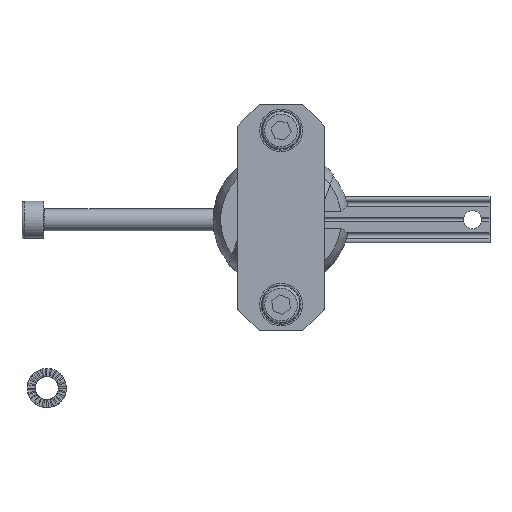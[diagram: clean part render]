
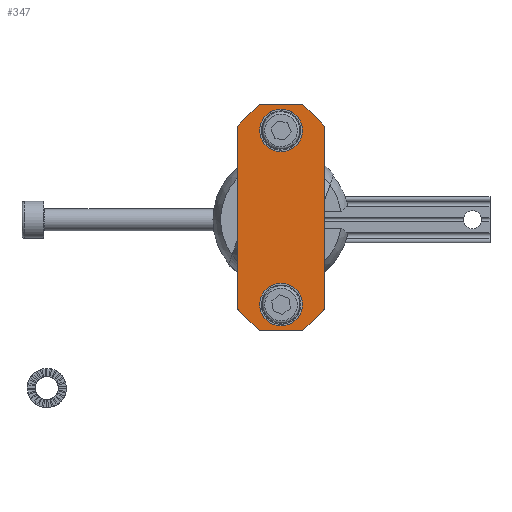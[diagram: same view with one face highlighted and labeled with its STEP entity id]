
A CAD part, top view. The second image highlights one B-rep face of the part: STEP entity #347.
In plain terms, the highlighted planar face has unit normal (0, 0, 1).
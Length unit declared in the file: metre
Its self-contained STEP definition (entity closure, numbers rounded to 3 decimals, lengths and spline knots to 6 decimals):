
#347 = ADVANCED_FACE( '', ( #778, #779, #780 ), #781, .F. );
#778 = FACE_BOUND( '', #1432, .T. );
#779 = FACE_BOUND( '', #1433, .T. );
#780 = FACE_OUTER_BOUND( '', #1434, .T. );
#781 = PLANE( '', #1435 );
#1432 = EDGE_LOOP( '', ( #2244 ) );
#1433 = EDGE_LOOP( '', ( #2245 ) );
#1434 = EDGE_LOOP( '', ( #2246, #2247, #2248, #2249, #2250, #2251, #2252, #2253 ) );
#1435 = AXIS2_PLACEMENT_3D( '', #2254, #2255, #2256 );
#2244 = ORIENTED_EDGE( '', *, *, #4783, .T. );
#2245 = ORIENTED_EDGE( '', *, *, #4784, .T. );
#2246 = ORIENTED_EDGE( '', *, *, #4754, .F. );
#2247 = ORIENTED_EDGE( '', *, *, #4749, .T. );
#2248 = ORIENTED_EDGE( '', *, *, #4693, .F. );
#2249 = ORIENTED_EDGE( '', *, *, #4764, .T. );
#2250 = ORIENTED_EDGE( '', *, *, #4785, .F. );
#2251 = ORIENTED_EDGE( '', *, *, #4705, .T. );
#2252 = ORIENTED_EDGE( '', *, *, #4767, .T. );
#2253 = ORIENTED_EDGE( '', *, *, #4757, .T. );
#2254 = CARTESIAN_POINT( '', ( 0.01, 0.0415, 0.0175 ) );
#2255 = DIRECTION( '', ( 0., 0., -1. ) );
#2256 = DIRECTION( '', ( 0., 1., 0. ) );
#4693 = EDGE_CURVE( '', #5568, #5569, #5570, .T. );
#4705 = EDGE_CURVE( '', #5593, #5591, #5594, .F. );
#4749 = EDGE_CURVE( '', #5673, #5569, #5674, .T. );
#4754 = EDGE_CURVE( '', #5673, #5681, #5682, .T. );
#4757 = EDGE_CURVE( '', #5686, #5681, #5687, .F. );
#4764 = EDGE_CURVE( '', #5568, #5696, #5698, .T. );
#4767 = EDGE_CURVE( '', #5591, #5686, #5702, .T. );
#4783 = EDGE_CURVE( '', #5729, #5729, #5730, .T. );
#4784 = EDGE_CURVE( '', #5731, #5731, #5732, .T. );
#4785 = EDGE_CURVE( '', #5593, #5696, #5733, .T. );
#5568 = VERTEX_POINT( '', #6967 );
#5569 = VERTEX_POINT( '', #6968 );
#5570 = LINE( '', #6969, #6970 );
#5591 = VERTEX_POINT( '', #6998 );
#5593 = VERTEX_POINT( '', #7001 );
#5594 = LINE( '', #7002, #7003 );
#5673 = VERTEX_POINT( '', #7127 );
#5674 = LINE( '', #7128, #7129 );
#5681 = VERTEX_POINT( '', #7140 );
#5682 = LINE( '', #7141, #7142 );
#5686 = VERTEX_POINT( '', #7148 );
#5687 = LINE( '', #7149, #7150 );
#5696 = VERTEX_POINT( '', #7164 );
#5698 = LINE( '', #7167, #7168 );
#5702 = LINE( '', #7173, #7174 );
#5729 = VERTEX_POINT( '', #7210 );
#5730 = CIRCLE( '', #7211, 0.0049 );
#5731 = VERTEX_POINT( '', #7212 );
#5732 = CIRCLE( '', #7213, 0.0049 );
#5733 = LINE( '', #7214, #7215 );
#6967 = CARTESIAN_POINT( '', ( 0.01, 0.0215, 0.0175 ) );
#6968 = CARTESIAN_POINT( '', ( 0.01, -0.0205, 0.0175 ) );
#6969 = CARTESIAN_POINT( '', ( 0.01, 0.0415, 0.0175 ) );
#6970 = VECTOR( '', #9021, 1. );
#6998 = CARTESIAN_POINT( '', ( -0.01, 0.0215, 0.0175 ) );
#7001 = CARTESIAN_POINT( '', ( -0.005, 0.0265, 0.0175 ) );
#7002 = CARTESIAN_POINT( '', ( -0.005, 0.0265, 0.0175 ) );
#7003 = VECTOR( '', #9039, 1. );
#7127 = CARTESIAN_POINT( '', ( 0.005, -0.0255, 0.0175 ) );
#7128 = CARTESIAN_POINT( '', ( 0.005, -0.0255, 0.0175 ) );
#7129 = VECTOR( '', #9121, 1. );
#7140 = CARTESIAN_POINT( '', ( -0.005, -0.0255, 0.0175 ) );
#7141 = CARTESIAN_POINT( '', ( 0.01, -0.0255, 0.0175 ) );
#7142 = VECTOR( '', #9126, 1. );
#7148 = CARTESIAN_POINT( '', ( -0.01, -0.0205, 0.0175 ) );
#7149 = CARTESIAN_POINT( '', ( -0.01, -0.0205, 0.0175 ) );
#7150 = VECTOR( '', #9129, 1. );
#7164 = CARTESIAN_POINT( '', ( 0.005, 0.0265, 0.0175 ) );
#7167 = CARTESIAN_POINT( '', ( 0.01, 0.0215, 0.0175 ) );
#7168 = VECTOR( '', #9136, 1. );
#7173 = CARTESIAN_POINT( '', ( -0.01, 0.0415, 0.0175 ) );
#7174 = VECTOR( '', #9141, 1. );
#7210 = CARTESIAN_POINT( '', ( 0., -0.0244, 0.0175 ) );
#7211 = AXIS2_PLACEMENT_3D( '', #9169, #9170, #9171 );
#7212 = CARTESIAN_POINT( '', ( 0., 0.0156, 0.0175 ) );
#7213 = AXIS2_PLACEMENT_3D( '', #9172, #9173, #9174 );
#7214 = CARTESIAN_POINT( '', ( -0.01, 0.0265, 0.0175 ) );
#7215 = VECTOR( '', #9175, 1. );
#9021 = DIRECTION( '', ( 0., -1., 0. ) );
#9039 = DIRECTION( '', ( 0.707, 0.707, 0. ) );
#9121 = DIRECTION( '', ( 0.707, 0.707, 0. ) );
#9126 = DIRECTION( '', ( -1., 0., 0. ) );
#9129 = DIRECTION( '', ( -0.707, 0.707, 0. ) );
#9136 = DIRECTION( '', ( -0.707, 0.707, 0. ) );
#9141 = DIRECTION( '', ( 0., -1., 0. ) );
#9169 = CARTESIAN_POINT( '', ( 0., -0.0195, 0.0175 ) );
#9170 = DIRECTION( '', ( 0., 0., -1. ) );
#9171 = DIRECTION( '', ( 0., -1., 0. ) );
#9172 = CARTESIAN_POINT( '', ( 0., 0.0205, 0.0175 ) );
#9173 = DIRECTION( '', ( 0., 0., -1. ) );
#9174 = DIRECTION( '', ( 0., -1., 0. ) );
#9175 = DIRECTION( '', ( 1., 0., 0. ) );
